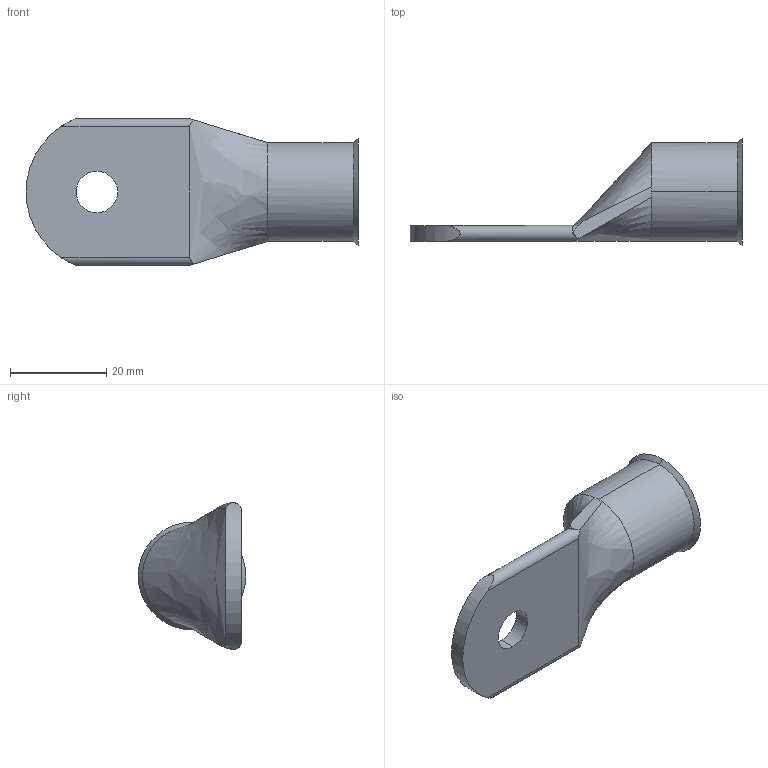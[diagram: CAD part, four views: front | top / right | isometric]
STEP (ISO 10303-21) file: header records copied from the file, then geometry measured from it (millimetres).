
FILE_DESCRIPTION (( 'STEP AP214' ), '1' );
FILE_NAME ('MD25056P.STEP', '2022-06-27T11:11:25', ( '' ), ( '' ), 'SwSTEP 2.0', 'SolidWorks 2021', '' );
FILE_SCHEMA (( 'AUTOMOTIVE_DESIGN' ));
Length unit declared in the file: inch
Products named in the file (1): MD25056P
Bounding box: 69.02 x 22.35 x 30.48 mm (x, y, z)
Volume: 6470.9 mm3; surface area: 6516.9 mm2
Topology: 1 solids, 1 shells, 30 faces, 80 edges, 53 vertices
Faces by surface type: cylinder 10, bspline 10, plane 6, cone 4
Entity records: 5147 total; most frequent: CARTESIAN_POINT 4439, ORIENTED_EDGE 160, DIRECTION 103, EDGE_CURVE 80, VERTEX_POINT 53, AXIS2_PLACEMENT_3D 39, B_SPLINE_CURVE_WITH_KNOTS 37, EDGE_LOOP 33
